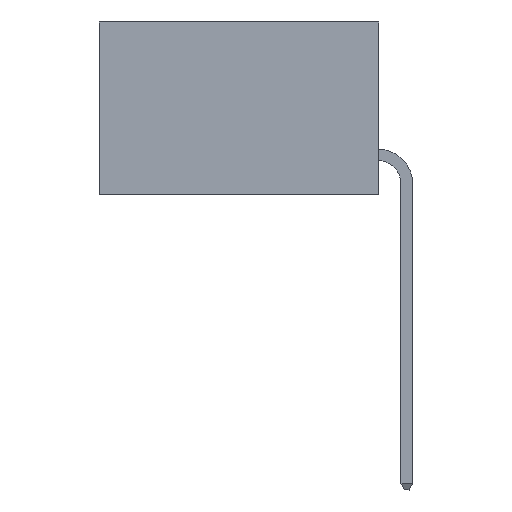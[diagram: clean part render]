
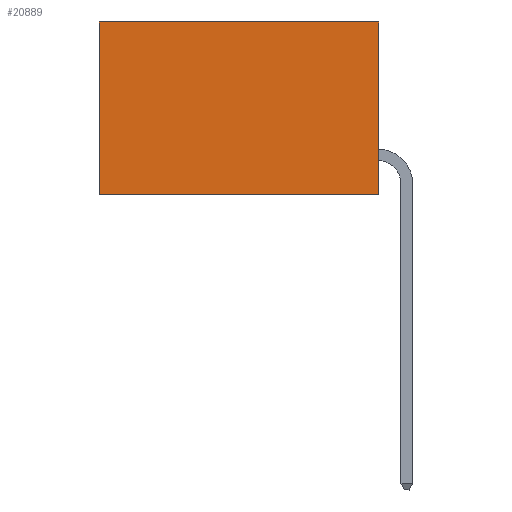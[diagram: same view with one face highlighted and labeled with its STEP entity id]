
A CAD part, left-side view. The second image highlights one B-rep face of the part: STEP entity #20889.
In plain terms, the highlighted planar face has unit normal (-1, 0, 0).
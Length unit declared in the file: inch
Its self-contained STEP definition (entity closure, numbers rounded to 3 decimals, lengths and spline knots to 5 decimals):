
#190 = VERTEX_POINT ( 'NONE', #3968 ) ;
#477 = CARTESIAN_POINT ( 'NONE',  ( 0.298, 0., 0. ) ) ;
#1222 = DIRECTION ( 'NONE',  ( 0., 1., 0. ) ) ;
#2681 = LINE ( 'NONE', #6356, #11638 ) ;
#3154 = CARTESIAN_POINT ( 'NONE',  ( 0.298, 0., -0.37 ) ) ;
#3550 = EDGE_LOOP ( 'NONE', ( #4302, #22998, #14204, #16954 ) ) ;
#3656 = VERTEX_POINT ( 'NONE', #11028 ) ;
#3968 = CARTESIAN_POINT ( 'NONE',  ( 0.298, 0.6, 0. ) ) ;
#4302 = ORIENTED_EDGE ( 'NONE', *, *, #7978, .T. ) ;
#6356 = CARTESIAN_POINT ( 'NONE',  ( 0.298, 0., 0. ) ) ;
#7366 = PLANE ( 'NONE',  #16957 ) ;
#7978 = EDGE_CURVE ( 'NONE', #190, #19574, #21566, .T. ) ;
#8126 = DIRECTION ( 'NONE',  ( 0., 0., -1. ) ) ;
#8525 = CARTESIAN_POINT ( 'NONE',  ( 0.298, 0.6, 0. ) ) ;
#9092 = DIRECTION ( 'NONE',  ( 1., 0., 0. ) ) ;
#9304 = CARTESIAN_POINT ( 'NONE',  ( 0.298, 0.6, -0.37 ) ) ;
#10888 = EDGE_CURVE ( 'NONE', #3656, #19574, #15317, .T. ) ;
#11028 = CARTESIAN_POINT ( 'NONE',  ( 0.298, 0., -0.37 ) ) ;
#11638 = VECTOR ( 'NONE', #8126, 39.37008 ) ;
#12022 = EDGE_CURVE ( 'NONE', #18926, #3656, #2681, .T. ) ;
#13840 = DIRECTION ( 'NONE',  ( 0., 1., 0. ) ) ;
#14204 = ORIENTED_EDGE ( 'NONE', *, *, #12022, .F. ) ;
#15317 = LINE ( 'NONE', #3154, #19535 ) ;
#15384 = FACE_OUTER_BOUND ( 'NONE', #3550, .T. ) ;
#15789 = DIRECTION ( 'NONE',  ( 0., 0., -1. ) ) ;
#15917 = VECTOR ( 'NONE', #1222, 39.37008 ) ;
#16183 = EDGE_CURVE ( 'NONE', #18926, #190, #20650, .T. ) ;
#16301 = VECTOR ( 'NONE', #15789, 39.37008 ) ;
#16954 = ORIENTED_EDGE ( 'NONE', *, *, #16183, .T. ) ;
#16957 = AXIS2_PLACEMENT_3D ( 'NONE', #19860, #9092, #21618 ) ;
#18926 = VERTEX_POINT ( 'NONE', #477 ) ;
#19535 = VECTOR ( 'NONE', #13840, 39.37008 ) ;
#19574 = VERTEX_POINT ( 'NONE', #9304 ) ;
#19860 = CARTESIAN_POINT ( 'NONE',  ( 0.298, 0., 0. ) ) ;
#20650 = LINE ( 'NONE', #20915, #15917 ) ;
#20889 = ADVANCED_FACE ( 'NONE', ( #15384 ), #7366, .F. ) ;
#20915 = CARTESIAN_POINT ( 'NONE',  ( 0.298, 0., 0. ) ) ;
#21566 = LINE ( 'NONE', #8525, #16301 ) ;
#21618 = DIRECTION ( 'NONE',  ( 0., 0., -1. ) ) ;
#22998 = ORIENTED_EDGE ( 'NONE', *, *, #10888, .F. ) ;
